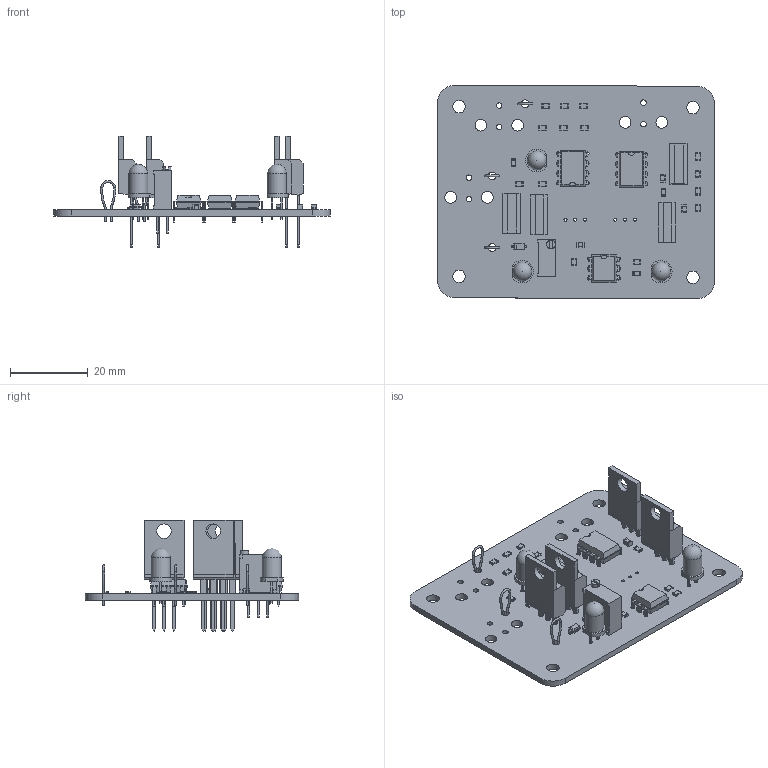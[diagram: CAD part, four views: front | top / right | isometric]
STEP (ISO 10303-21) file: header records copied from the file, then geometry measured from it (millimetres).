
FILE_DESCRIPTION(('KiCad electronic assembly'),'2;1');
FILE_NAME('RTML.step','2025-03-10T13:21:59',('Pcbnew'),('Kicad'), 'Open CASCADE STEP processor 7.8','KiCad to STEP converter','Unknown' );
FILE_SCHEMA(('AUTOMOTIVE_DESIGN { 1 0 10303 214 1 1 1 1 }'));
Length unit declared in the file: millimetre
Products named in the file (20): RTML 1; TestPoint_Loop_D3.80mm_Drill2.0mm; R_0805_2012Metric; LED_D5.0mm; TO-220-3_Vertical; DIP-8_W7.62mm; DIP-6_W7.62mm; C_0805_2012Metric; Potentiometer_Bourns_3296Y_Vertical; D_SOD-123; D_SOD_123; _autosave-TS_READY_TO_MOVE (1)_PCB
Assembly tree (45 placements, depth 3):
  RTML 1
    TestPoint_Loop_D3.80mm_Drill2.0mm  x3
      TestPoint_Loop_D3.80mm_Drill2.0mm
    R_0805_2012Metric  x16
      R_0805_2012Metric
    LED_D5.0mm  x3
      LED_D5.0mm
    TO-220-3_Vertical  x4
      TO-220-3_Vertical
    DIP-8_W7.62mm  x2
      DIP-8_W7.62mm
    DIP-6_W7.62mm
      DIP-6_W7.62mm
    C_0805_2012Metric  x4
      C_0805_2012Metric
    Potentiometer_Bourns_3296Y_Vertical
      Potentiometer_Bourns_3296Y_Vertical
    D_SOD-123
      D_SOD_123
    _autosave-TS_READY_TO_MOVE (1)_PCB
Bounding box: 71 x 54.75 x 28.52 mm (x, y, z)
Volume: 9351.7 mm3; surface area: 12758.5 mm2
Topology: 36 solids, 36 shells, 1376 faces, 3622 edges, 2337 vertices
Faces by surface type: plane 957, cylinder 323, bspline 90, torus 3, sphere 3
Full cylindrical faces by diameter (mm): 0.5 x6, 0.51 x3, 0.78 x6, 0.8 x25, 0.9 x6, 1.1 x12, 1.4 x6, 2 x3, 2.19 x1, 3 x6, 3.2 x4, 3.735 x4, 4.9 x3
Entity records: 22345 total; most frequent: CARTESIAN_POINT 4386, ORIENTED_EDGE 2966, DIRECTION 2785, EDGE_CURVE 1483, LINE 1121, VECTOR 1121, VERTEX_POINT 949, AXIS2_PLACEMENT_3D 832
